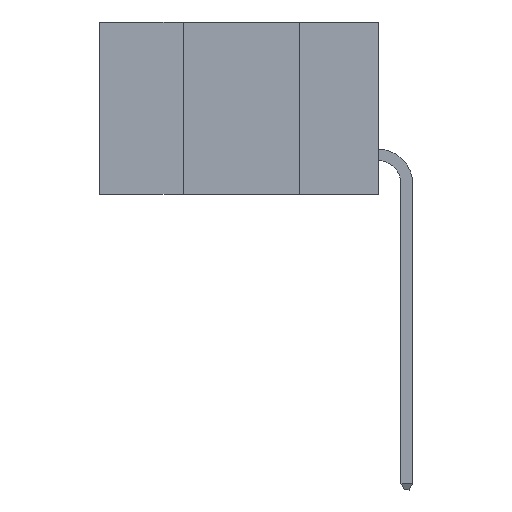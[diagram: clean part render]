
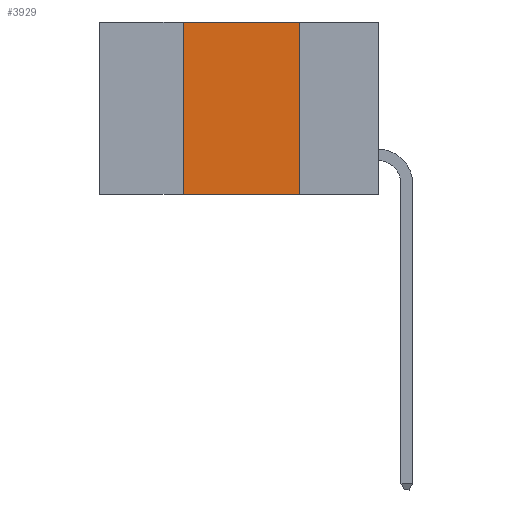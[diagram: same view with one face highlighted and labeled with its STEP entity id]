
A CAD part, left-side view. The second image highlights one B-rep face of the part: STEP entity #3929.
In plain terms, the highlighted planar face has unit normal (-1, 0, 0).
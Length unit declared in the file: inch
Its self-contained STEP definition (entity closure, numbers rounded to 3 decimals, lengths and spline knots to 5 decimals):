
#28 = CARTESIAN_POINT ( 'NONE',  ( 0., 0.6, 0. ) ) ;
#425 = DIRECTION ( 'NONE',  ( 1., 0., 0. ) ) ;
#1774 = EDGE_LOOP ( 'NONE', ( #6379, #15809, #20024, #22046 ) ) ;
#2686 = VERTEX_POINT ( 'NONE', #11527 ) ;
#3263 = DIRECTION ( 'NONE',  ( 0., 0., -1. ) ) ;
#3929 = ADVANCED_FACE ( 'NONE', ( #14100 ), #18718, .F. ) ;
#4549 = LINE ( 'NONE', #20793, #17742 ) ;
#5503 = DIRECTION ( 'NONE',  ( 0., -1., 0. ) ) ;
#5510 = DIRECTION ( 'NONE',  ( 0., -1., 0. ) ) ;
#5841 = CARTESIAN_POINT ( 'NONE',  ( 0., 0.42, 0. ) ) ;
#6379 = ORIENTED_EDGE ( 'NONE', *, *, #9403, .F. ) ;
#6934 = DIRECTION ( 'NONE',  ( 0., 0., 1. ) ) ;
#9403 = EDGE_CURVE ( 'NONE', #22090, #19260, #12018, .T. ) ;
#9471 = LINE ( 'NONE', #10461, #17338 ) ;
#10461 = CARTESIAN_POINT ( 'NONE',  ( 0., 0.42, 0. ) ) ;
#10819 = CARTESIAN_POINT ( 'NONE',  ( 0., 0.6, -0.37 ) ) ;
#11527 = CARTESIAN_POINT ( 'NONE',  ( 0., 0.42, -0.37 ) ) ;
#12018 = LINE ( 'NONE', #15463, #20259 ) ;
#12807 = VECTOR ( 'NONE', #5503, 39.37008 ) ;
#14100 = FACE_OUTER_BOUND ( 'NONE', #1774, .T. ) ;
#15129 = VERTEX_POINT ( 'NONE', #5841 ) ;
#15463 = CARTESIAN_POINT ( 'NONE',  ( 0., 0.17, 0. ) ) ;
#15809 = ORIENTED_EDGE ( 'NONE', *, *, #16829, .F. ) ;
#16829 = EDGE_CURVE ( 'NONE', #15129, #22090, #4549, .T. ) ;
#17195 = LINE ( 'NONE', #10819, #12807 ) ;
#17338 = VECTOR ( 'NONE', #6934, 39.37008 ) ;
#17742 = VECTOR ( 'NONE', #5510, 39.37008 ) ;
#18031 = AXIS2_PLACEMENT_3D ( 'NONE', #28, #425, #18969 ) ;
#18718 = PLANE ( 'NONE',  #18031 ) ;
#18782 = EDGE_CURVE ( 'NONE', #2686, #19260, #17195, .T. ) ;
#18969 = DIRECTION ( 'NONE',  ( 0., 0., -1. ) ) ;
#19260 = VERTEX_POINT ( 'NONE', #21993 ) ;
#20024 = ORIENTED_EDGE ( 'NONE', *, *, #20940, .F. ) ;
#20169 = CARTESIAN_POINT ( 'NONE',  ( 0., 0.17, 0. ) ) ;
#20259 = VECTOR ( 'NONE', #3263, 39.37008 ) ;
#20793 = CARTESIAN_POINT ( 'NONE',  ( 0., 0.6, 0. ) ) ;
#20940 = EDGE_CURVE ( 'NONE', #2686, #15129, #9471, .T. ) ;
#21993 = CARTESIAN_POINT ( 'NONE',  ( 0., 0.17, -0.37 ) ) ;
#22046 = ORIENTED_EDGE ( 'NONE', *, *, #18782, .T. ) ;
#22090 = VERTEX_POINT ( 'NONE', #20169 ) ;
